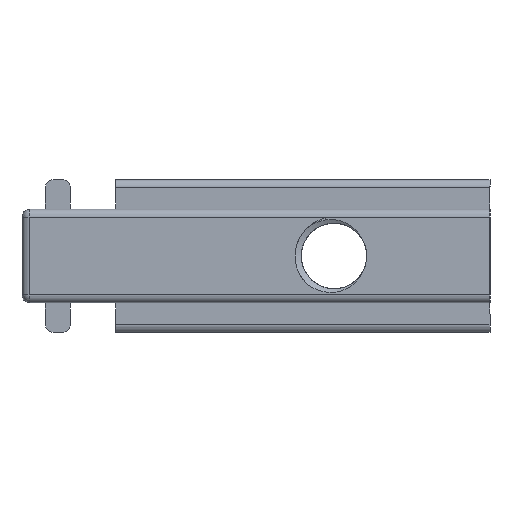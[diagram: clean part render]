
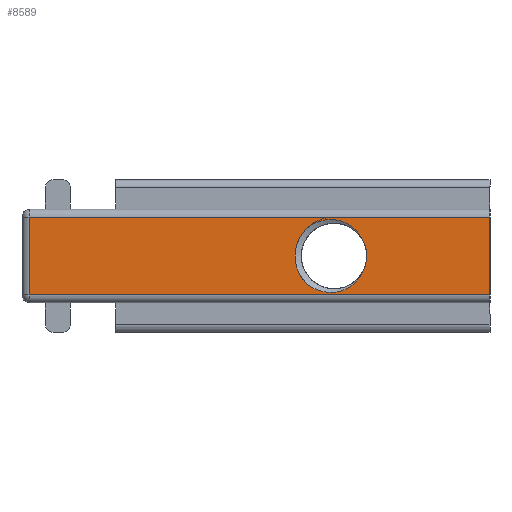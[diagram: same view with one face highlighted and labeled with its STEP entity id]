
A CAD part, left-side view. The second image highlights one B-rep face of the part: STEP entity #8589.
In plain terms, the highlighted planar face has unit normal (-1, 0, 0).
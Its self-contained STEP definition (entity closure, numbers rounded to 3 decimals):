
#71 = ORIENTED_EDGE ( 'NONE', *, *, #1773, .T. ) ;
#176 = CARTESIAN_POINT ( 'NONE',  ( -4.6, -10.65, -2.5 ) ) ;
#314 = CARTESIAN_POINT ( 'NONE',  ( -4.6, -15.4, 0. ) ) ;
#421 = CARTESIAN_POINT ( 'NONE',  ( -4.6, 4.1, 0. ) ) ;
#435 = CARTESIAN_POINT ( 'NONE',  ( -4.6, -25.4, -2.5 ) ) ;
#485 = DIRECTION ( 'NONE',  ( 0., 0., 1. ) ) ;
#644 = EDGE_LOOP ( 'NONE', ( #5088, #7877, #71, #9762 ) ) ;
#714 = FACE_BOUND ( 'NONE', #1067, .T. ) ;
#907 = CIRCLE ( 'NONE', #11048, 2.1 ) ;
#920 = EDGE_CURVE ( 'NONE', #6565, #3544, #11325, .T. ) ;
#1039 = CARTESIAN_POINT ( 'NONE',  ( -4.6, -13.902, 1.969 ) ) ;
#1048 = VERTEX_POINT ( 'NONE', #3402 ) ;
#1067 = EDGE_LOOP ( 'NONE', ( #4653, #10948, #6756, #6222, #9992, #3769 ) ) ;
#1269 = CARTESIAN_POINT ( 'NONE',  ( -4.6, -14.373, 2.198 ) ) ;
#1325 = CARTESIAN_POINT ( 'NONE',  ( -4.6, -13.758, 1.873 ) ) ;
#1387 = CARTESIAN_POINT ( 'NONE',  ( -4.6, -13.624, 1.759 ) ) ;
#1417 = CARTESIAN_POINT ( 'NONE',  ( -4.6, -14.208, 2.132 ) ) ;
#1468 = CARTESIAN_POINT ( 'NONE',  ( -4.6, -15.401, 2.333 ) ) ;
#1472 = CARTESIAN_POINT ( 'NONE',  ( -4.6, -15.741, 2.274 ) ) ;
#1492 = CARTESIAN_POINT ( 'NONE',  ( -4.6, -14.706, 2.292 ) ) ;
#1511 = CARTESIAN_POINT ( 'NONE',  ( -4.6, -16.382, 2.002 ) ) ;
#1536 = CARTESIAN_POINT ( 'NONE',  ( -4.6, -14.877, 2.322 ) ) ;
#1540 = CARTESIAN_POINT ( 'NONE',  ( -4.6, -15.226, 2.343 ) ) ;
#1576 = CARTESIAN_POINT ( 'NONE',  ( -4.6, -13.892, -1.986 ) ) ;
#1578 = CARTESIAN_POINT ( 'NONE',  ( -4.6, -15.911, 2.223 ) ) ;
#1591 = CARTESIAN_POINT ( 'NONE',  ( -4.6, -16.231, 2.087 ) ) ;
#1604 = CARTESIAN_POINT ( 'NONE',  ( -4.6, -17.186, 1.105 ) ) ;
#1615 = CARTESIAN_POINT ( 'NONE',  ( -4.6, -17.015, 1.412 ) ) ;
#1624 = CARTESIAN_POINT ( 'NONE',  ( -4.6, -16.796, -1.674 ) ) ;
#1638 = DIRECTION ( 'NONE',  ( 0., 1., 0. ) ) ;
#1641 = CARTESIAN_POINT ( 'NONE',  ( -4.6, -16.664, 1.796 ) ) ;
#1653 = CARTESIAN_POINT ( 'NONE',  ( -4.6, -16.793, 1.677 ) ) ;
#1660 = CIRCLE ( 'NONE', #10269, 2.1 ) ;
#1714 = CARTESIAN_POINT ( 'NONE',  ( -4.6, -17.11, 1.263 ) ) ;
#1721 = CARTESIAN_POINT ( 'NONE',  ( -4.6, -17.186, 1.105 ) ) ;
#1773 = EDGE_CURVE ( 'NONE', #1048, #8593, #2226, .T. ) ;
#1790 = VECTOR ( 'NONE', #5486, 1000. ) ;
#2039 = EDGE_CURVE ( 'NONE', #2384, #6263, #8509, .T. ) ;
#2091 = LINE ( 'NONE', #6097, #2112 ) ;
#2112 = VECTOR ( 'NONE', #5994, 1000. ) ;
#2226 = LINE ( 'NONE', #11102, #1790 ) ;
#2384 = VERTEX_POINT ( 'NONE', #4715 ) ;
#2599 = VERTEX_POINT ( 'NONE', #4898 ) ;
#2663 = CARTESIAN_POINT ( 'NONE',  ( -4.6, -14.206, -2.151 ) ) ;
#2704 = CARTESIAN_POINT ( 'NONE',  ( -4.6, -15.747, -2.272 ) ) ;
#2811 = EDGE_CURVE ( 'NONE', #5379, #6565, #11468, .T. ) ;
#2817 = PLANE ( 'NONE',  #11614 ) ;
#3082 = AXIS2_PLACEMENT_3D ( 'NONE', #8501, #3256, #9316 ) ;
#3256 = DIRECTION ( 'NONE',  ( 1., 0., 0. ) ) ;
#3295 = CARTESIAN_POINT ( 'NONE',  ( -4.6, -15.4, 0. ) ) ;
#3316 = DIRECTION ( 'NONE',  ( 1., 0., 0. ) ) ;
#3337 = DIRECTION ( 'NONE',  ( 0., -1., 0. ) ) ;
#3402 = CARTESIAN_POINT ( 'NONE',  ( -4.6, -25.4, 2.5 ) ) ;
#3544 = VERTEX_POINT ( 'NONE', #1604 ) ;
#3654 = FACE_OUTER_BOUND ( 'NONE', #644, .T. ) ;
#3678 = CARTESIAN_POINT ( 'NONE',  ( -4.6, -17.019, -1.407 ) ) ;
#3769 = ORIENTED_EDGE ( 'NONE', *, *, #2811, .T. ) ;
#3968 = CARTESIAN_POINT ( 'NONE',  ( -4.6, -15.4, 0. ) ) ;
#4079 = EDGE_CURVE ( 'NONE', #6812, #2384, #1660, .T. ) ;
#4297 = EDGE_CURVE ( 'NONE', #1048, #2599, #2091, .T. ) ;
#4587 = CARTESIAN_POINT ( 'NONE',  ( -4.6, -15.228, -2.342 ) ) ;
#4622 = CARTESIAN_POINT ( 'NONE',  ( -4.6, -16.387, -1.999 ) ) ;
#4653 = ORIENTED_EDGE ( 'NONE', *, *, #920, .T. ) ;
#4715 = CARTESIAN_POINT ( 'NONE',  ( -4.6, -17.187, -1.102 ) ) ;
#4898 = CARTESIAN_POINT ( 'NONE',  ( -4.6, -25.4, -2.5 ) ) ;
#4909 = DIRECTION ( 'NONE',  ( 0., -1., 0. ) ) ;
#5054 = CARTESIAN_POINT ( 'NONE',  ( -4.6, -13.624, -1.759 ) ) ;
#5088 = ORIENTED_EDGE ( 'NONE', *, *, #5851, .T. ) ;
#5379 = VERTEX_POINT ( 'NONE', #6084 ) ;
#5486 = DIRECTION ( 'NONE',  ( 0., 1., 0. ) ) ;
#5515 = VERTEX_POINT ( 'NONE', #7209 ) ;
#5563 = EDGE_CURVE ( 'NONE', #5515, #8593, #7941, .T. ) ;
#5742 = VECTOR ( 'NONE', #8986, 1000. ) ;
#5851 = EDGE_CURVE ( 'NONE', #5515, #2599, #10633, .T. ) ;
#5994 = DIRECTION ( 'NONE',  ( 0., 0., -1. ) ) ;
#6084 = CARTESIAN_POINT ( 'NONE',  ( -4.6, -12.9, 0. ) ) ;
#6097 = CARTESIAN_POINT ( 'NONE',  ( -4.6, -25.4, 0. ) ) ;
#6222 = ORIENTED_EDGE ( 'NONE', *, *, #2039, .T. ) ;
#6263 = VERTEX_POINT ( 'NONE', #5054 ) ;
#6328 = DIRECTION ( 'NONE',  ( 0., -1., 0. ) ) ;
#6410 = CARTESIAN_POINT ( 'NONE',  ( -4.6, -16.233, -2.086 ) ) ;
#6418 = VECTOR ( 'NONE', #6328, 1000. ) ;
#6529 = DIRECTION ( 'NONE',  ( -1., 0., 0. ) ) ;
#6565 = VERTEX_POINT ( 'NONE', #9613 ) ;
#6675 = CARTESIAN_POINT ( 'NONE',  ( -4.6, -17.5, 0. ) ) ;
#6756 = ORIENTED_EDGE ( 'NONE', *, *, #4079, .T. ) ;
#6812 = VERTEX_POINT ( 'NONE', #6675 ) ;
#7198 = CARTESIAN_POINT ( 'NONE',  ( -4.6, -13.624, -1.759 ) ) ;
#7209 = CARTESIAN_POINT ( 'NONE',  ( -4.6, 4.1, -2.5 ) ) ;
#7233 = CARTESIAN_POINT ( 'NONE',  ( -4.6, -16.666, -1.794 ) ) ;
#7244 = DIRECTION ( 'NONE',  ( 1., 0., 0. ) ) ;
#7877 = ORIENTED_EDGE ( 'NONE', *, *, #4297, .F. ) ;
#7903 = AXIS2_PLACEMENT_3D ( 'NONE', #314, #7244, #1638 ) ;
#7941 = LINE ( 'NONE', #421, #5742 ) ;
#8501 = CARTESIAN_POINT ( 'NONE',  ( -4.6, -15.4, 0. ) ) ;
#8509 = B_SPLINE_CURVE_WITH_KNOTS ( 'NONE', 3,
 ( #9660, #8905, #3678, #1624, #7233, #4622, #6410, #11142, #2704, #10379, #4587, #9629, #8845, #2663, #1576, #7198 ),
 .UNSPECIFIED., .F., .F.,
 ( 4, 2, 2, 2, 2, 2, 2, 4 ),
 ( 0., 0.001, 0.001, 0.002, 0.002, 0.003, 0.003, 0.004 ),
 .UNSPECIFIED. ) ;
#8589 = ADVANCED_FACE ( 'NONE', ( #714, #3654 ), #2817, .T. ) ;
#8593 = VERTEX_POINT ( 'NONE', #11258 ) ;
#8845 = CARTESIAN_POINT ( 'NONE',  ( -4.6, -14.708, -2.292 ) ) ;
#8905 = CARTESIAN_POINT ( 'NONE',  ( -4.6, -17.112, -1.261 ) ) ;
#8986 = DIRECTION ( 'NONE',  ( 0., 0., 1. ) ) ;
#9316 = DIRECTION ( 'NONE',  ( 0., 1., 0. ) ) ;
#9613 = CARTESIAN_POINT ( 'NONE',  ( -4.6, -13.624, 1.759 ) ) ;
#9629 = CARTESIAN_POINT ( 'NONE',  ( -4.6, -14.882, -2.322 ) ) ;
#9660 = CARTESIAN_POINT ( 'NONE',  ( -4.6, -17.187, -1.102 ) ) ;
#9734 = EDGE_CURVE ( 'NONE', #6263, #5379, #10246, .T. ) ;
#9762 = ORIENTED_EDGE ( 'NONE', *, *, #5563, .F. ) ;
#9884 = EDGE_CURVE ( 'NONE', #3544, #6812, #907, .T. ) ;
#9885 = DIRECTION ( 'NONE',  ( 1., 0., 0. ) ) ;
#9992 = ORIENTED_EDGE ( 'NONE', *, *, #9734, .T. ) ;
#10246 = CIRCLE ( 'NONE', #7903, 2.5 ) ;
#10269 = AXIS2_PLACEMENT_3D ( 'NONE', #3295, #3316, #3337 ) ;
#10379 = CARTESIAN_POINT ( 'NONE',  ( -4.6, -15.403, -2.333 ) ) ;
#10633 = LINE ( 'NONE', #176, #6418 ) ;
#10948 = ORIENTED_EDGE ( 'NONE', *, *, #9884, .T. ) ;
#11048 = AXIS2_PLACEMENT_3D ( 'NONE', #3968, #9885, #4909 ) ;
#11102 = CARTESIAN_POINT ( 'NONE',  ( -4.6, -10.65, 2.5 ) ) ;
#11142 = CARTESIAN_POINT ( 'NONE',  ( -4.6, -15.913, -2.223 ) ) ;
#11258 = CARTESIAN_POINT ( 'NONE',  ( -4.6, 4.1, 2.5 ) ) ;
#11325 = B_SPLINE_CURVE_WITH_KNOTS ( 'NONE', 3,
 ( #1387, #1325, #1039, #1417, #1269, #1492, #1536, #1540, #1468, #1472, #1578, #1591, #1511, #1641, #1653, #1615, #1714, #1721 ),
 .UNSPECIFIED., .F., .F.,
 ( 4, 2, 2, 2, 2, 2, 2, 2, 4 ),
 ( 0., 0.001, 0.001, 0.002, 0.002, 0.003, 0.003, 0.004, 0.004 ),
 .UNSPECIFIED. ) ;
#11468 = CIRCLE ( 'NONE', #3082, 2.5 ) ;
#11614 = AXIS2_PLACEMENT_3D ( 'NONE', #435, #6529, #485 ) ;
